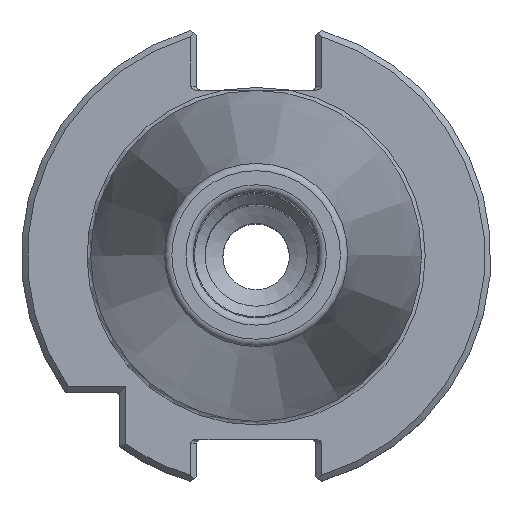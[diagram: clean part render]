
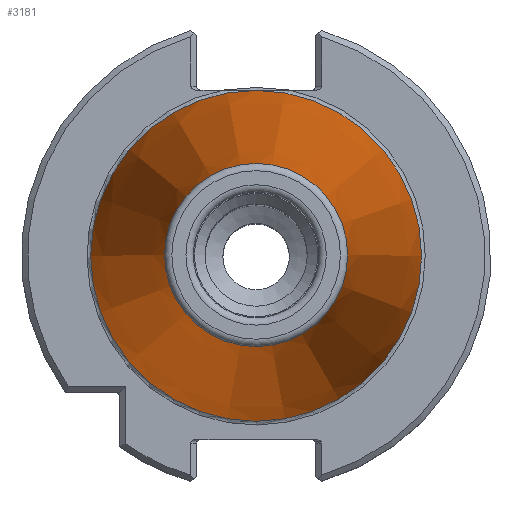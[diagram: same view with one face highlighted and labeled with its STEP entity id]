
A CAD part, top view. The second image highlights one B-rep face of the part: STEP entity #3181.
In plain terms, the highlighted conical face has half-angle 8.297 degrees and reference radius 22.395 mm.
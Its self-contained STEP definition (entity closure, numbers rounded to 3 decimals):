
#408=CONICAL_SURFACE('',#3391,22.395,0.145);
#559=ORIENTED_EDGE('',*,*,#1077,.F.);
#560=ORIENTED_EDGE('',*,*,#1107,.T.);
#1077=EDGE_CURVE('',#1384,#1384,#1600,.T.);
#1107=EDGE_CURVE('',#1406,#1406,#1610,.T.);
#1384=VERTEX_POINT('',#4342);
#1406=VERTEX_POINT('',#4485);
#1600=CIRCLE('',#3371,12.397);
#1610=CIRCLE('',#3392,22.395);
#1762=EDGE_LOOP('',(#559));
#1763=EDGE_LOOP('',(#560));
#1971=FACE_BOUND('',#1762,.T.);
#1972=FACE_BOUND('',#1763,.T.);
#3181=ADVANCED_FACE('',(#1971,#1972),#408,.T.);
#3371=AXIS2_PLACEMENT_3D('',#4341,#3742,#3743);
#3391=AXIS2_PLACEMENT_3D('',#4483,#3782,#3783);
#3392=AXIS2_PLACEMENT_3D('',#4484,#3784,#3785);
#3742=DIRECTION('',(0.,0.,1.));
#3743=DIRECTION('',(1.,0.,0.));
#3782=DIRECTION('',(0.,0.,-1.));
#3783=DIRECTION('',(-1.,0.,0.));
#3784=DIRECTION('',(0.,0.,1.));
#3785=DIRECTION('',(1.,0.,0.));
#4341=CARTESIAN_POINT('',(0.,0.,67.394));
#4342=CARTESIAN_POINT('',(12.397,0.,67.394));
#4483=CARTESIAN_POINT('',(0.,0.,-1.163));
#4484=CARTESIAN_POINT('',(0.,0.,-1.163));
#4485=CARTESIAN_POINT('',(22.395,0.,-1.163));
